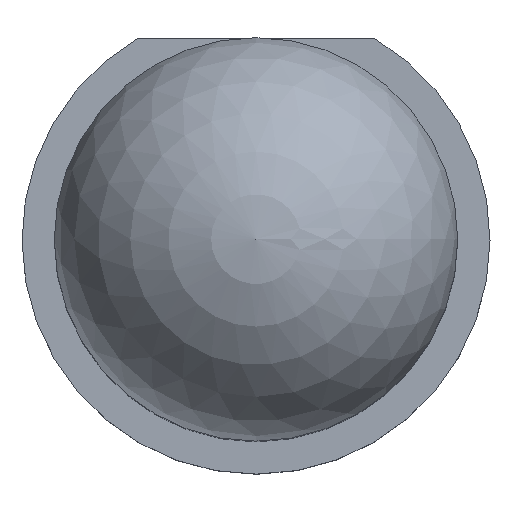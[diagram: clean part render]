
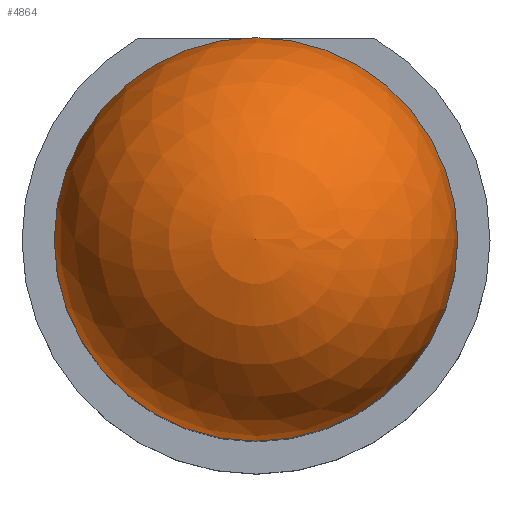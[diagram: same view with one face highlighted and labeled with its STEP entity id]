
A CAD part, top view. The second image highlights one B-rep face of the part: STEP entity #4864.
In plain terms, the highlighted spherical face has radius 2.5 mm.
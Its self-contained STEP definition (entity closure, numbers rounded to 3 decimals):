
#4864 = ADVANCED_FACE('',(#4865),#4880,.T.);
#4865 = FACE_BOUND('',#4866,.T.);
#4866 = EDGE_LOOP('',(#4867,#4898,#4899));
#4867 = ORIENTED_EDGE('',*,*,#4868,.T.);
#4868 = EDGE_CURVE('',#4869,#4871,#4873,.T.);
#4869 = VERTEX_POINT('',#4870);
#4870 = CARTESIAN_POINT('',(2.5,0.,10.));
#4871 = VERTEX_POINT('',#4872);
#4872 = CARTESIAN_POINT('',(0.,0.,12.5));
#4873 = SEAM_CURVE('',#4874,(#4879,#4891),.PCURVE_S1.);
#4874 = CIRCLE('',#4875,2.5);
#4875 = AXIS2_PLACEMENT_3D('',#4876,#4877,#4878);
#4876 = CARTESIAN_POINT('',(0.,0.,10.));
#4877 = DIRECTION('',(0.,-1.,0.));
#4878 = DIRECTION('',(1.,0.,0.));
#4879 = PCURVE('',#4880,#4885);
#4880 = SPHERICAL_SURFACE('',#4881,2.5);
#4881 = AXIS2_PLACEMENT_3D('',#4882,#4883,#4884);
#4882 = CARTESIAN_POINT('',(0.,0.,10.));
#4883 = DIRECTION('',(0.,0.,1.));
#4884 = DIRECTION('',(1.,0.,0.));
#4885 = DEFINITIONAL_REPRESENTATION('',(#4886),#4890);
#4886 = LINE('',#4887,#4888);
#4887 = CARTESIAN_POINT('',(6.283,-6.283));
#4888 = VECTOR('',#4889,1.);
#4889 = DIRECTION('',(0.,1.));
#4890 = ( GEOMETRIC_REPRESENTATION_CONTEXT(2) 
PARAMETRIC_REPRESENTATION_CONTEXT() REPRESENTATION_CONTEXT('2D SPACE',''
  ) );
#4891 = PCURVE('',#4880,#4892);
#4892 = DEFINITIONAL_REPRESENTATION('',(#4893),#4897);
#4893 = LINE('',#4894,#4895);
#4894 = CARTESIAN_POINT('',(0.,-6.283));
#4895 = VECTOR('',#4896,1.);
#4896 = DIRECTION('',(0.,1.));
#4897 = ( GEOMETRIC_REPRESENTATION_CONTEXT(2) 
PARAMETRIC_REPRESENTATION_CONTEXT() REPRESENTATION_CONTEXT('2D SPACE',''
  ) );
#4898 = ORIENTED_EDGE('',*,*,#4868,.F.);
#4899 = ORIENTED_EDGE('',*,*,#4900,.T.);
#4900 = EDGE_CURVE('',#4869,#4869,#4901,.T.);
#4901 = SURFACE_CURVE('',#4902,(#4907,#4914),.PCURVE_S1.);
#4902 = CIRCLE('',#4903,2.5);
#4903 = AXIS2_PLACEMENT_3D('',#4904,#4905,#4906);
#4904 = CARTESIAN_POINT('',(0.,0.,10.));
#4905 = DIRECTION('',(0.,0.,1.));
#4906 = DIRECTION('',(1.,0.,0.));
#4907 = PCURVE('',#4880,#4908);
#4908 = DEFINITIONAL_REPRESENTATION('',(#4909),#4913);
#4909 = LINE('',#4910,#4911);
#4910 = CARTESIAN_POINT('',(0.,0.));
#4911 = VECTOR('',#4912,1.);
#4912 = DIRECTION('',(1.,0.));
#4913 = ( GEOMETRIC_REPRESENTATION_CONTEXT(2) 
PARAMETRIC_REPRESENTATION_CONTEXT() REPRESENTATION_CONTEXT('2D SPACE',''
  ) );
#4914 = PCURVE('',#4915,#4920);
#4915 = CYLINDRICAL_SURFACE('',#4916,2.5);
#4916 = AXIS2_PLACEMENT_3D('',#4917,#4918,#4919);
#4917 = CARTESIAN_POINT('',(0.,0.,4.8));
#4918 = DIRECTION('',(0.,0.,1.));
#4919 = DIRECTION('',(1.,0.,0.));
#4920 = DEFINITIONAL_REPRESENTATION('',(#4921),#4925);
#4921 = LINE('',#4922,#4923);
#4922 = CARTESIAN_POINT('',(0.,5.2));
#4923 = VECTOR('',#4924,1.);
#4924 = DIRECTION('',(1.,0.));
#4925 = ( GEOMETRIC_REPRESENTATION_CONTEXT(2) 
PARAMETRIC_REPRESENTATION_CONTEXT() REPRESENTATION_CONTEXT('2D SPACE',''
  ) );
